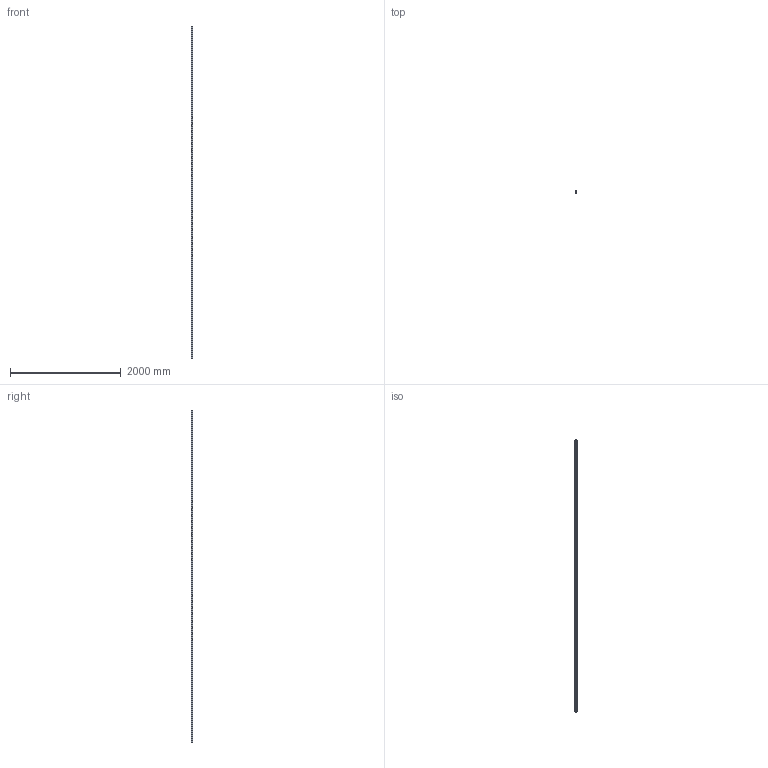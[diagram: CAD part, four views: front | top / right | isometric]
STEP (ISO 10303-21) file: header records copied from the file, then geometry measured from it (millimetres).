
FILE_DESCRIPTION (( 'STEP AP203' ), '1' );
FILE_NAME ('55399-240.step', '2024-04-29T09:30:16', ( '' ), ( '' ), 'SwSTEP 2.0', 'SolidWorks 2018', '' );
FILE_SCHEMA (( 'CONFIG_CONTROL_DESIGN' ));
Length unit declared in the file: millimetre
Products named in the file (1): 55399-240
Bounding box: 30 x 30 x 6000 mm (x, y, z)
Volume: 1302795.5 mm3; surface area: 1303243.1 mm2
Topology: 1 solids, 1 shells, 294 faces, 801 edges, 534 vertices
Faces by surface type: plane 155, bspline 131, cylinder 8
Entity records: 15604 total; most frequent: CARTESIAN_POINT 8969, ORIENTED_EDGE 1602, DIRECTION 883, EDGE_CURVE 801, VERTEX_POINT 534, LINE 523, VECTOR 523, EDGE_LOOP 321
